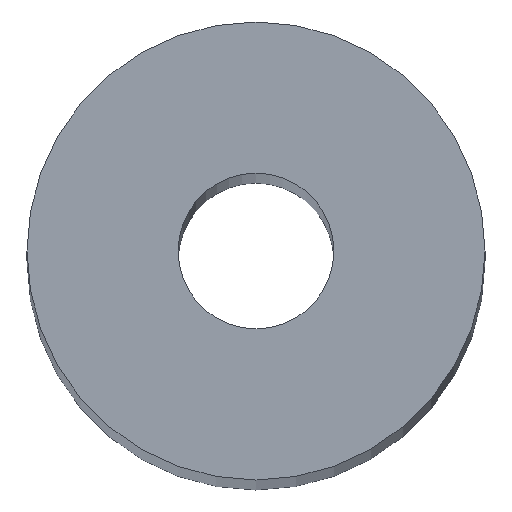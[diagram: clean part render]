
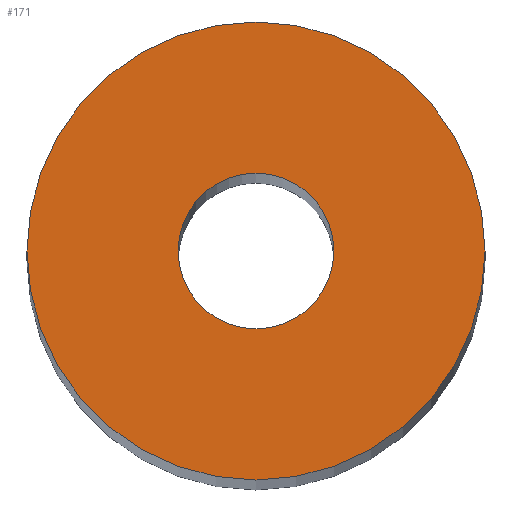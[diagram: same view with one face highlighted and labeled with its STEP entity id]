
A CAD part, top view. The second image highlights one B-rep face of the part: STEP entity #171.
In plain terms, the highlighted planar face has unit normal (0, 0, 1).
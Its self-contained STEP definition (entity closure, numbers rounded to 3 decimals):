
#4 = DIRECTION ( 'NONE',  ( 0., 0., 1. ) ) ;
#13 = EDGE_LOOP ( 'NONE', ( #119, #121 ) ) ;
#20 = ORIENTED_EDGE ( 'NONE', *, *, #56, .F. ) ;
#22 = CIRCLE ( 'NONE', #205, 3.4 ) ;
#29 = DIRECTION ( 'NONE',  ( 1., 0., 0. ) ) ;
#47 = CIRCLE ( 'NONE', #313, 10. ) ;
#52 = DIRECTION ( 'NONE',  ( 1., 0., 0. ) ) ;
#53 = CARTESIAN_POINT ( 'NONE',  ( 0., 0., 125. ) ) ;
#56 = EDGE_CURVE ( 'NONE', #128, #320, #319, .T. ) ;
#57 = DIRECTION ( 'NONE',  ( 0., 0., 1. ) ) ;
#63 = ORIENTED_EDGE ( 'NONE', *, *, #148, .F. ) ;
#78 = DIRECTION ( 'NONE',  ( 0., 0., 1. ) ) ;
#84 = CIRCLE ( 'NONE', #106, 10. ) ;
#88 = DIRECTION ( 'NONE',  ( 1., 0., 0. ) ) ;
#96 = CARTESIAN_POINT ( 'NONE',  ( 0., 0., 125. ) ) ;
#104 = EDGE_LOOP ( 'NONE', ( #63, #20 ) ) ;
#106 = AXIS2_PLACEMENT_3D ( 'NONE', #232, #4, #29 ) ;
#119 = ORIENTED_EDGE ( 'NONE', *, *, #256, .T. ) ;
#121 = ORIENTED_EDGE ( 'NONE', *, *, #221, .T. ) ;
#128 = VERTEX_POINT ( 'NONE', #184 ) ;
#146 = VERTEX_POINT ( 'NONE', #283 ) ;
#148 = EDGE_CURVE ( 'NONE', #320, #128, #22, .T. ) ;
#153 = FACE_BOUND ( 'NONE', #104, .T. ) ;
#159 = DIRECTION ( 'NONE',  ( 0., 0., 1. ) ) ;
#171 = ADVANCED_FACE ( 'NONE', ( #153, #279 ), #185, .T. ) ;
#172 = DIRECTION ( 'NONE',  ( 0., 0., 1. ) ) ;
#175 = AXIS2_PLACEMENT_3D ( 'NONE', #260, #57, #52 ) ;
#184 = CARTESIAN_POINT ( 'NONE',  ( -3.4, 0., 125. ) ) ;
#185 = PLANE ( 'NONE',  #175 ) ;
#205 = AXIS2_PLACEMENT_3D ( 'NONE', #53, #159, #308 ) ;
#208 = CARTESIAN_POINT ( 'NONE',  ( 0., 0., 125. ) ) ;
#221 = EDGE_CURVE ( 'NONE', #233, #146, #84, .T. ) ;
#232 = CARTESIAN_POINT ( 'NONE',  ( 0., 0., 125. ) ) ;
#233 = VERTEX_POINT ( 'NONE', #304 ) ;
#256 = EDGE_CURVE ( 'NONE', #146, #233, #47, .T. ) ;
#260 = CARTESIAN_POINT ( 'NONE',  ( 0., 0., 125. ) ) ;
#275 = DIRECTION ( 'NONE',  ( 1., 0., 0. ) ) ;
#279 = FACE_OUTER_BOUND ( 'NONE', #13, .T. ) ;
#283 = CARTESIAN_POINT ( 'NONE',  ( -10., 0., 125. ) ) ;
#304 = CARTESIAN_POINT ( 'NONE',  ( 10., 0., 125. ) ) ;
#308 = DIRECTION ( 'NONE',  ( 1., 0., 0. ) ) ;
#312 = CARTESIAN_POINT ( 'NONE',  ( 3.4, 0., 125. ) ) ;
#313 = AXIS2_PLACEMENT_3D ( 'NONE', #208, #78, #88 ) ;
#314 = AXIS2_PLACEMENT_3D ( 'NONE', #96, #172, #275 ) ;
#319 = CIRCLE ( 'NONE', #314, 3.4 ) ;
#320 = VERTEX_POINT ( 'NONE', #312 ) ;
